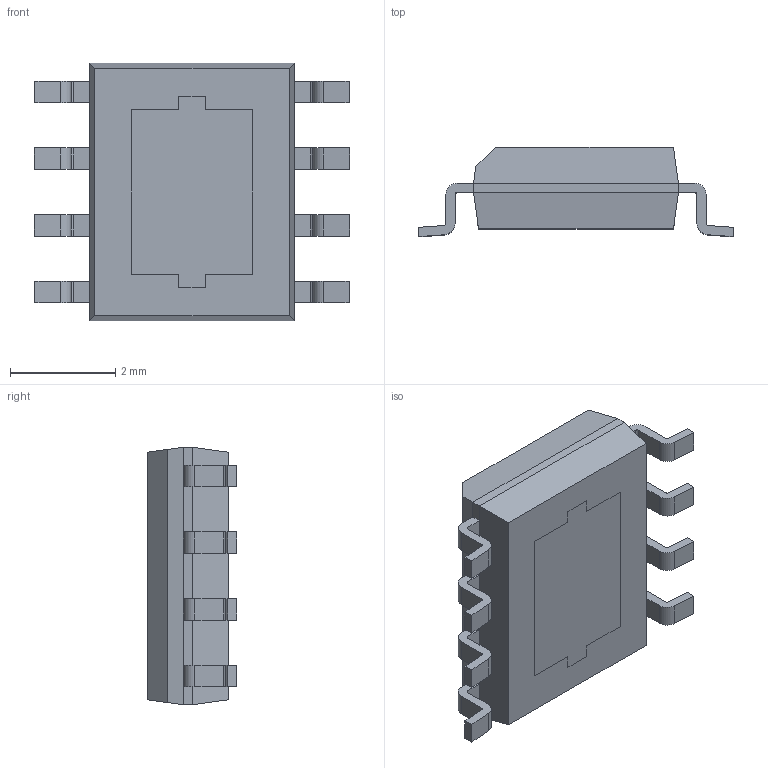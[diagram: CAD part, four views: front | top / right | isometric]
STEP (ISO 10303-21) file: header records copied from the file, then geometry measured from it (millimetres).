
FILE_DESCRIPTION (( 'STEP AP214' ), '1' );
FILE_NAME ('TQL821CSV33.STEP', '2022-07-01T04:13:27', ( '' ), ( '' ), 'SwSTEP 2.0', 'SolidWorks 2017', '' );
FILE_SCHEMA (( 'AUTOMOTIVE_DESIGN' ));
Length unit declared in the file: millimetre
Products named in the file (1): TQL821CSV33
Bounding box: 6 x 1.7 x 4.9 mm (x, y, z)
Volume: 29.2 mm3; surface area: 96.2 mm2
Topology: 11 solids, 11 shells, 161 faces, 403 edges, 266 vertices
Faces by surface type: plane 125, cylinder 36
Entity records: 4889 total; most frequent: CARTESIAN_POINT 831, ORIENTED_EDGE 806, DIRECTION 799, EDGE_CURVE 403, VECTOR 331, LINE 331, VERTEX_POINT 266, AXIS2_PLACEMENT_3D 234
